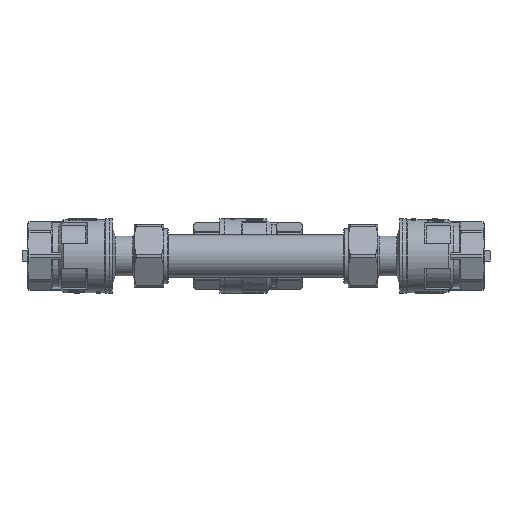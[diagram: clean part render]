
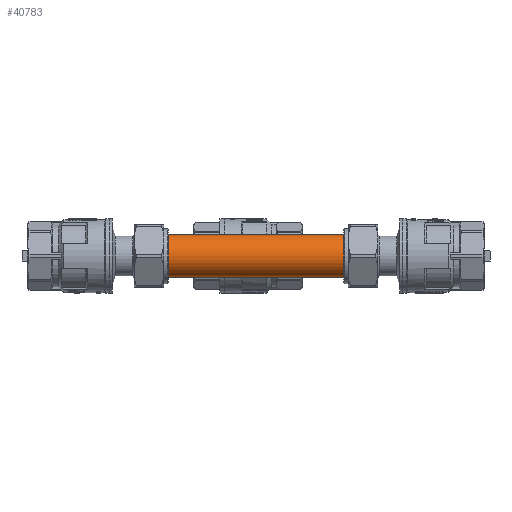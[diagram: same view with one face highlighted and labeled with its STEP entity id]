
A CAD part, front view. The second image highlights one B-rep face of the part: STEP entity #40783.
In plain terms, the highlighted cylindrical face has radius 13 mm (diameter 26 mm), a full revolution.
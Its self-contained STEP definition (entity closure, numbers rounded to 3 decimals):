
#8300=CYLINDRICAL_SURFACE('',#45602,13.);
#16675=ORIENTED_EDGE('',*,*,#26099,.F.);
#16676=ORIENTED_EDGE('',*,*,#26100,.T.);
#26099=EDGE_CURVE('',#31354,#31354,#33854,.T.);
#26100=EDGE_CURVE('',#31355,#31355,#33855,.T.);
#31354=VERTEX_POINT('',#73283);
#31355=VERTEX_POINT('',#73285);
#33854=CIRCLE('',#45603,13.);
#33855=CIRCLE('',#45604,13.);
#35593=EDGE_LOOP('',(#16675));
#35594=EDGE_LOOP('',(#16676));
#38184=FACE_BOUND('',#35593,.T.);
#38185=FACE_BOUND('',#35594,.T.);
#40783=ADVANCED_FACE('',(#38184,#38185),#8300,.T.);
#45602=AXIS2_PLACEMENT_3D('',#73281,#55627,#55628);
#45603=AXIS2_PLACEMENT_3D('',#73282,#55629,#55630);
#45604=AXIS2_PLACEMENT_3D('',#73284,#55631,#55632);
#55627=DIRECTION('',(-1.,0.,0.));
#55628=DIRECTION('',(0.,1.,0.));
#55629=DIRECTION('',(-1.,0.,0.));
#55630=DIRECTION('',(0.,1.,0.));
#55631=DIRECTION('',(-1.,0.,0.));
#55632=DIRECTION('',(0.,1.,0.));
#73281=CARTESIAN_POINT('',(48.55,0.,-11.));
#73282=CARTESIAN_POINT('',(48.8,0.,-11.));
#73283=CARTESIAN_POINT('',(48.8,13.,-11.));
#73284=CARTESIAN_POINT('',(154.821,0.,-11.));
#73285=CARTESIAN_POINT('',(154.821,13.,-11.));
